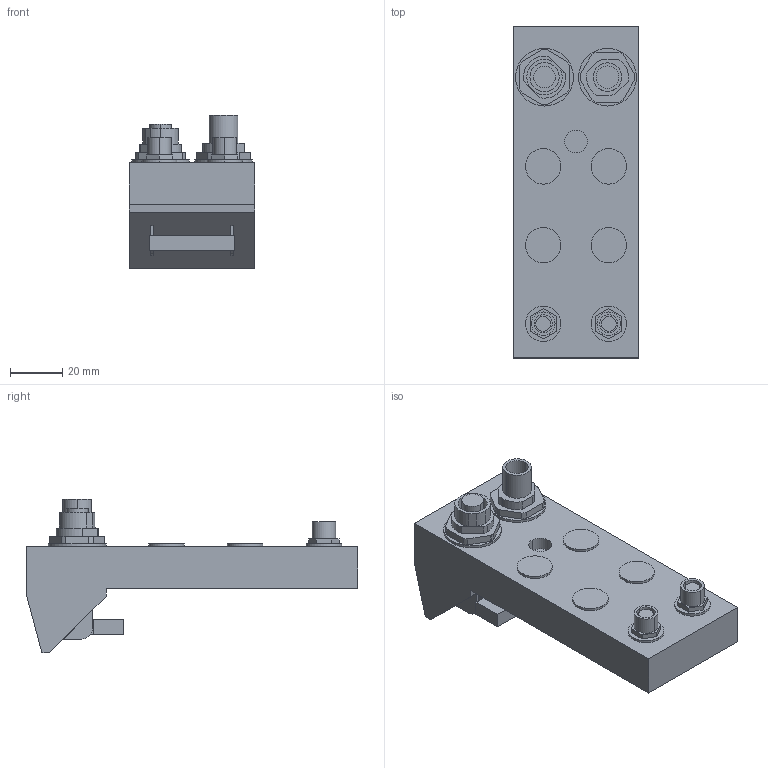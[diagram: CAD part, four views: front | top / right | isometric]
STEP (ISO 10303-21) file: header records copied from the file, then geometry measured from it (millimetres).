
FILE_DESCRIPTION(('STEP AP242'),'1');
FILE_NAME('vw3m9104.stp','2021-09-28T05:35:31',('TraceParts'),('TraceParts S.A.'),'Spatial InterOp 3D',' ',' ');
FILE_SCHEMA(('AP242_MANAGED_MODEL_BASED_3D_ENGINEERING_MIM_LF {1 0 10303 442 1 1 4}'));
Length unit declared in the file: millimetre
Products named in the file (1): vw3m9104_1
Bounding box: 48 x 126.5 x 58.5 mm (x, y, z)
Volume: 128318.3 mm3; surface area: 26750.7 mm2
Topology: 5 solids, 5 shells, 158 faces, 372 edges, 248 vertices
Faces by surface type: plane 88, cylinder 70
Entity records: 4649 total; most frequent: DIRECTION 838, CARTESIAN_POINT 783, ORIENTED_EDGE 744, EDGE_CURVE 372, AXIS2_PLACEMENT_3D 303, VERTEX_POINT 248, LINE 232, VECTOR 232
